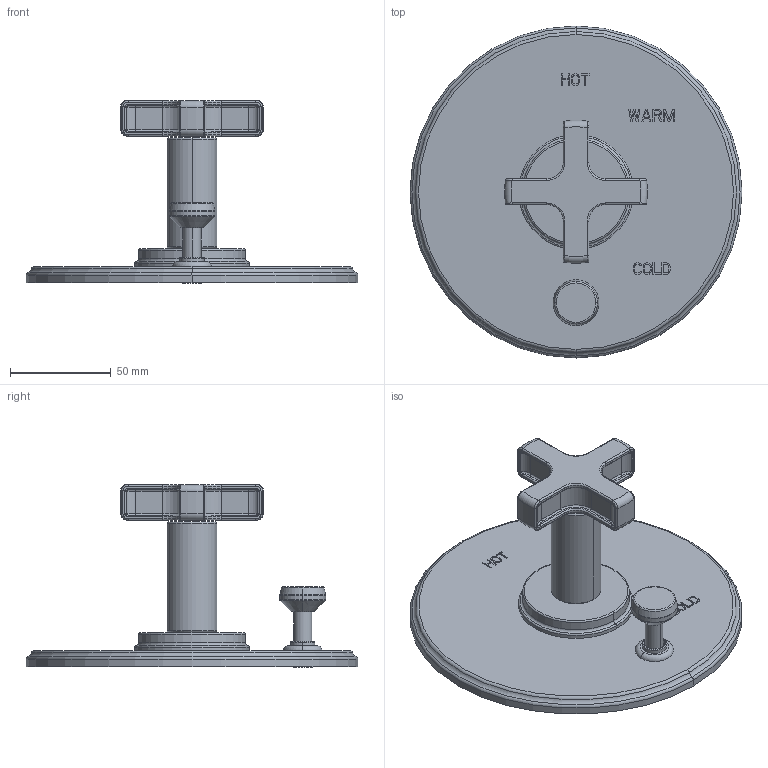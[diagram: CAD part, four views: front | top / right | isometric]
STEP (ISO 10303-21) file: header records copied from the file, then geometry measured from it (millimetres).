
FILE_DESCRIPTION((''),'2;1');
FILE_NAME('5-3282BP_','2024-07-31T09:48:23',('rsmith'),(''),'CREO PARAMETRIC BY PTC INC, 2023134','CREO PARAMETRIC BY PTC INC, 2023134','');
FILE_SCHEMA(('CONFIG_CONTROL_DESIGN'));
Length unit declared in the file: inch
Products named in the file (1): 5-3282BP_
Bounding box: 165.1 x 165.1 x 90.96 mm (x, y, z)
Volume: 107058.6 mm3; surface area: 66073.8 mm2
Topology: 2 solids, 2 shells, 555 faces, 1379 edges, 864 vertices
Faces by surface type: plane 307, cylinder 128, torus 82, bspline 32, cone 6
Entity records: 18733 total; most frequent: CARTESIAN_POINT 5464, ORIENTED_EDGE 2758, DIRECTION 2741, EDGE_CURVE 1379, VECTOR 935, LINE 935, AXIS2_PLACEMENT_3D 903, VERTEX_POINT 864
